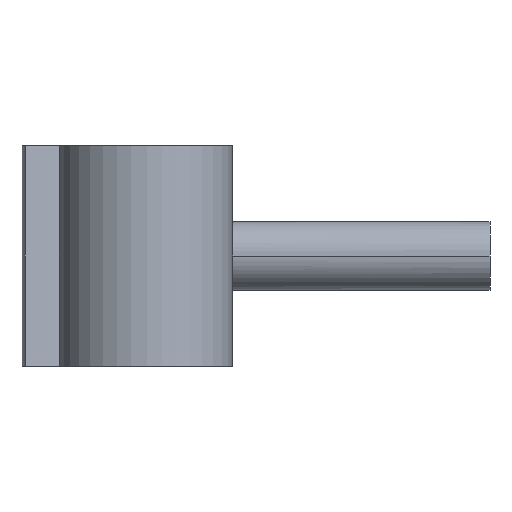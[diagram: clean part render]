
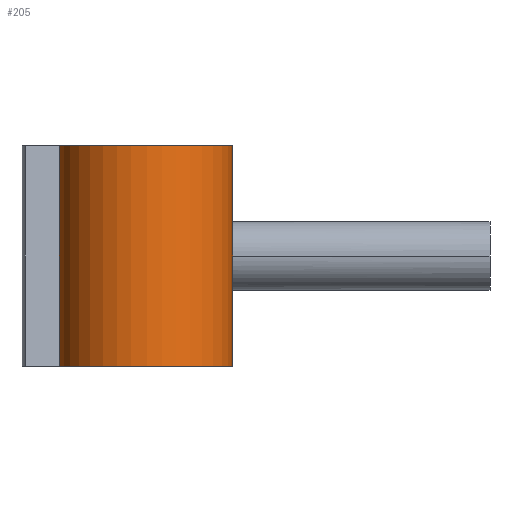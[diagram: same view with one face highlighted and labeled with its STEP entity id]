
A CAD part, front view. The second image highlights one B-rep face of the part: STEP entity #205.
In plain terms, the highlighted cylindrical face has radius 25.333 mm (diameter 50.667 mm), a partial arc.
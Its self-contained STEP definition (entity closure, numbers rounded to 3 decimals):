
#205 = ADVANCED_FACE( '', ( #573 ), #574, .T. );
#253 = VERTEX_POINT( '', #623 );
#265 = EDGE_CURVE( '', #459, #339, #637, .T. );
#269 = EDGE_CURVE( '', #545, #253, #641, .T. );
#339 = VERTEX_POINT( '', #722 );
#355 = EDGE_CURVE( '', #545, #339, #739, .T. );
#459 = VERTEX_POINT( '', #856 );
#529 = EDGE_CURVE( '', #253, #459, #928, .T. );
#545 = VERTEX_POINT( '', #948 );
#573 = FACE_OUTER_BOUND( '', #985, .T. );
#574 = CYLINDRICAL_SURFACE( '', #986, 25.333 );
#623 = CARTESIAN_POINT( '', ( -24.874, -4.8, -32. ) );
#637 = LINE( '', #1103, #1104 );
#641 = LINE( '', #1110, #1111 );
#722 = CARTESIAN_POINT( '', ( 24.874, 4.8, 32. ) );
#739 = CIRCLE( '', #1269, 25.333 );
#856 = CARTESIAN_POINT( '', ( 24.874, 4.8, -32. ) );
#928 = CIRCLE( '', #1736, 25.333 );
#948 = CARTESIAN_POINT( '', ( -24.874, -4.8, 32. ) );
#985 = EDGE_LOOP( '', ( #1798, #1799, #1800, #1801 ) );
#986 = AXIS2_PLACEMENT_3D( '', #1802, #1803, #1804 );
#1103 = CARTESIAN_POINT( '', ( 24.874, 4.8, 32. ) );
#1104 = VECTOR( '', #1846, 1. );
#1110 = CARTESIAN_POINT( '', ( -24.874, -4.8, 32. ) );
#1111 = VECTOR( '', #1850, 1. );
#1269 = AXIS2_PLACEMENT_3D( '', #1979, #1980, #1981 );
#1736 = AXIS2_PLACEMENT_3D( '', #2179, #2180, #2181 );
#1798 = ORIENTED_EDGE( '', *, *, #265, .T. );
#1799 = ORIENTED_EDGE( '', *, *, #355, .F. );
#1800 = ORIENTED_EDGE( '', *, *, #269, .T. );
#1801 = ORIENTED_EDGE( '', *, *, #529, .T. );
#1802 = CARTESIAN_POINT( '', ( 0., 0., 32. ) );
#1803 = DIRECTION( '', ( 0., 0., 1. ) );
#1804 = DIRECTION( '', ( -0.982, -0.189, 0. ) );
#1846 = DIRECTION( '', ( 0., 0., 1. ) );
#1850 = DIRECTION( '', ( 0., 0., -1. ) );
#1979 = CARTESIAN_POINT( '', ( 0., 0., 32. ) );
#1980 = DIRECTION( '', ( 0., 0., 1. ) );
#1981 = DIRECTION( '', ( -0.982, -0.189, 0. ) );
#2179 = CARTESIAN_POINT( '', ( 0., 0., -32. ) );
#2180 = DIRECTION( '', ( 0., 0., 1. ) );
#2181 = DIRECTION( '', ( -0.982, -0.189, 0. ) );
